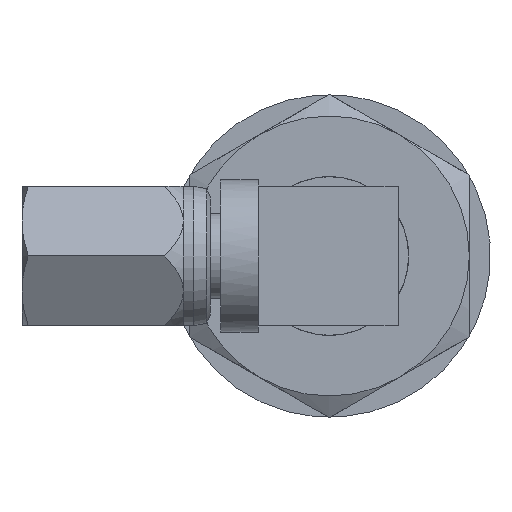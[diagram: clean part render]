
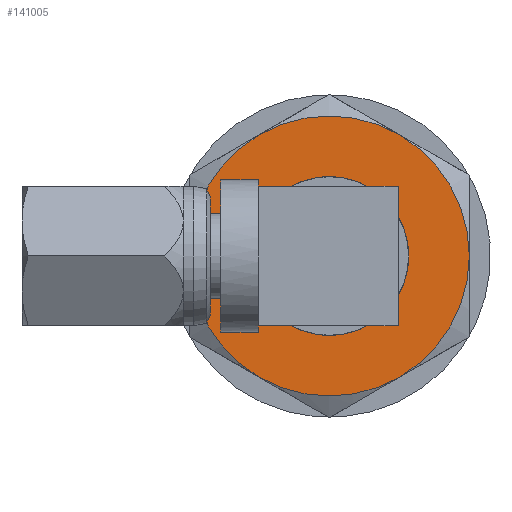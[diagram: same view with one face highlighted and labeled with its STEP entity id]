
A CAD part, left-side view. The second image highlights one B-rep face of the part: STEP entity #141005.
In plain terms, the highlighted planar face has unit normal (-1, 0, 0).
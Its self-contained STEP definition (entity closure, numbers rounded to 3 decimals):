
#4644 = DIRECTION ( 'NONE',  ( 1., 0., 0. ) ) ;
#14757 = VERTEX_POINT ( 'NONE', #112798 ) ;
#14893 = EDGE_CURVE ( 'NONE', #153975, #137464, #50853, .T. ) ;
#15987 = CARTESIAN_POINT ( 'NONE',  ( 12.7, -3.969, 0. ) ) ;
#16493 = FACE_OUTER_BOUND ( 'NONE', #55295, .T. ) ;
#20203 = VERTEX_POINT ( 'NONE', #87137 ) ;
#20370 = EDGE_CURVE ( 'NONE', #137464, #112807, #89476, .T. ) ;
#22286 = AXIS2_PLACEMENT_3D ( 'NONE', #68152, #81599, #95080 ) ;
#27907 = VERTEX_POINT ( 'NONE', #103196 ) ;
#27948 = AXIS2_PLACEMENT_3D ( 'NONE', #40320, #133664, #78615 ) ;
#28932 = DIRECTION ( 'NONE',  ( 0., 1., 0. ) ) ;
#30642 = DIRECTION ( 'NONE',  ( 0., -1., 0. ) ) ;
#32221 = ORIENTED_EDGE ( 'NONE', *, *, #75718, .F. ) ;
#40298 = ORIENTED_EDGE ( 'NONE', *, *, #45452, .F. ) ;
#40320 = CARTESIAN_POINT ( 'NONE',  ( 12.7, 0., 0. ) ) ;
#44894 = CARTESIAN_POINT ( 'NONE',  ( 12.7, 0., 0. ) ) ;
#45452 = EDGE_CURVE ( 'NONE', #111899, #20203, #103383, .T. ) ;
#47491 = ORIENTED_EDGE ( 'NONE', *, *, #20370, .F. ) ;
#50853 = CIRCLE ( 'NONE', #51948, 3.969 ) ;
#51948 = AXIS2_PLACEMENT_3D ( 'NONE', #83176, #163506, #124188 ) ;
#52101 = FACE_BOUND ( 'NONE', #57103, .T. ) ;
#53933 = CARTESIAN_POINT ( 'NONE',  ( 12.7, 3.969, 0. ) ) ;
#55295 = EDGE_LOOP ( 'NONE', ( #134722, #121046, #32221, #40298, #145227, #47491 ) ) ;
#55802 = CARTESIAN_POINT ( 'NONE',  ( 12.7, 1.984, 3.437 ) ) ;
#56514 = DIRECTION ( 'NONE',  ( 1., 0., 0. ) ) ;
#57103 = EDGE_LOOP ( 'NONE', ( #147529, #89750 ) ) ;
#59469 = PLANE ( 'NONE',  #99959 ) ;
#68152 = CARTESIAN_POINT ( 'NONE',  ( 12.7, 0., 0. ) ) ;
#68426 = AXIS2_PLACEMENT_3D ( 'NONE', #44894, #4644, #151703 ) ;
#69558 = VERTEX_POINT ( 'NONE', #95963 ) ;
#71360 = AXIS2_PLACEMENT_3D ( 'NONE', #85209, #126259, #30642 ) ;
#72960 = CARTESIAN_POINT ( 'NONE',  ( 12.7, 4.47, 0. ) ) ;
#75718 = EDGE_CURVE ( 'NONE', #20203, #14757, #81900, .T. ) ;
#78559 = DIRECTION ( 'NONE',  ( 0., 1., 0. ) ) ;
#78615 = DIRECTION ( 'NONE',  ( 0., 1., 0. ) ) ;
#80281 = CARTESIAN_POINT ( 'NONE',  ( 12.7, 0., 0. ) ) ;
#81599 = DIRECTION ( 'NONE',  ( 1., 0., 0. ) ) ;
#81900 = CIRCLE ( 'NONE', #68426, 3.969 ) ;
#83176 = CARTESIAN_POINT ( 'NONE',  ( 12.7, 0., 0. ) ) ;
#85209 = CARTESIAN_POINT ( 'NONE',  ( 12.7, 0., 0. ) ) ;
#85751 = AXIS2_PLACEMENT_3D ( 'NONE', #109969, #164462, #123449 ) ;
#86415 = DIRECTION ( 'NONE',  ( 0., 1., 0. ) ) ;
#87137 = CARTESIAN_POINT ( 'NONE',  ( 12.7, -1.984, -3.437 ) ) ;
#89476 = CIRCLE ( 'NONE', #170992, 3.969 ) ;
#89750 = ORIENTED_EDGE ( 'NONE', *, *, #156935, .T. ) ;
#95080 = DIRECTION ( 'NONE',  ( 0., 1., 0. ) ) ;
#95963 = CARTESIAN_POINT ( 'NONE',  ( 12.7, 1.422, 0. ) ) ;
#99959 = AXIS2_PLACEMENT_3D ( 'NONE', #72960, #166762, #86415 ) ;
#103196 = CARTESIAN_POINT ( 'NONE',  ( 12.7, -1.422, 0. ) ) ;
#103383 = CIRCLE ( 'NONE', #85751, 3.969 ) ;
#108043 = CIRCLE ( 'NONE', #71360, 3.969 ) ;
#108738 = CIRCLE ( 'NONE', #27948, 1.422 ) ;
#109969 = CARTESIAN_POINT ( 'NONE',  ( 12.7, 0., 0. ) ) ;
#111899 = VERTEX_POINT ( 'NONE', #15987 ) ;
#112798 = CARTESIAN_POINT ( 'NONE',  ( 12.7, 1.984, -3.437 ) ) ;
#112807 = VERTEX_POINT ( 'NONE', #154136 ) ;
#118401 = DIRECTION ( 'NONE',  ( 1., 0., 0. ) ) ;
#120287 = CIRCLE ( 'NONE', #22286, 3.969 ) ;
#121046 = ORIENTED_EDGE ( 'NONE', *, *, #130225, .F. ) ;
#123449 = DIRECTION ( 'NONE',  ( 0., 1., 0. ) ) ;
#124188 = DIRECTION ( 'NONE',  ( 0., 1., 0. ) ) ;
#126259 = DIRECTION ( 'NONE',  ( -1., 0., 0. ) ) ;
#128082 = EDGE_CURVE ( 'NONE', #111899, #112807, #108043, .T. ) ;
#130225 = EDGE_CURVE ( 'NONE', #14757, #153975, #120287, .T. ) ;
#133664 = DIRECTION ( 'NONE',  ( 1., 0., 0. ) ) ;
#134722 = ORIENTED_EDGE ( 'NONE', *, *, #14893, .F. ) ;
#135193 = AXIS2_PLACEMENT_3D ( 'NONE', #80281, #118401, #78559 ) ;
#137464 = VERTEX_POINT ( 'NONE', #55802 ) ;
#141005 = ADVANCED_FACE ( 'NONE', ( #52101, #16493 ), #59469, .F. ) ;
#141665 = EDGE_CURVE ( 'NONE', #69558, #27907, #108738, .T. ) ;
#145227 = ORIENTED_EDGE ( 'NONE', *, *, #128082, .T. ) ;
#147529 = ORIENTED_EDGE ( 'NONE', *, *, #141665, .T. ) ;
#148603 = CARTESIAN_POINT ( 'NONE',  ( 12.7, 0., 0. ) ) ;
#151703 = DIRECTION ( 'NONE',  ( 0., 1., 0. ) ) ;
#153975 = VERTEX_POINT ( 'NONE', #53933 ) ;
#154136 = CARTESIAN_POINT ( 'NONE',  ( 12.7, -1.984, 3.437 ) ) ;
#156935 = EDGE_CURVE ( 'NONE', #27907, #69558, #165528, .T. ) ;
#163506 = DIRECTION ( 'NONE',  ( 1., 0., 0. ) ) ;
#164462 = DIRECTION ( 'NONE',  ( 1., 0., 0. ) ) ;
#165528 = CIRCLE ( 'NONE', #135193, 1.422 ) ;
#166762 = DIRECTION ( 'NONE',  ( 1., 0., 0. ) ) ;
#170992 = AXIS2_PLACEMENT_3D ( 'NONE', #148603, #56514, #28932 ) ;
